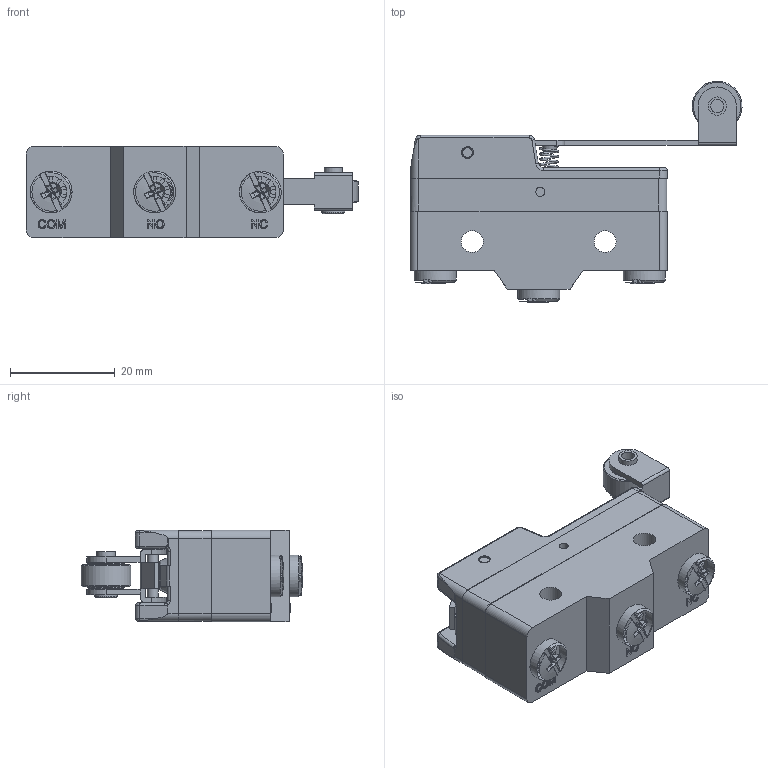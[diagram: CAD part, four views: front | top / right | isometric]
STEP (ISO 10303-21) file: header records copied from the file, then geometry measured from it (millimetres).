
FILE_DESCRIPTION (( 'STEP AP214' ), '1' );
FILE_NAME ('176-MS (Screw Terminal)-Long Hinge Roller Lever.STEP', '2019-01-18T20:27:27', ( '' ), ( '' ), 'SwSTEP 2.0', 'SolidWorks 2018', '' );
FILE_SCHEMA (( 'AUTOMOTIVE_DESIGN' ));
Length unit declared in the file: inch
Products named in the file (1): 176-MS (Screw Terminal)-Long Hinge Roller Lever
Bounding box: 63.48 x 42.34 x 17.45 mm (x, y, z)
Volume: 18077.1 mm3; surface area: 8916.8 mm2
Topology: 5 solids, 8 shells, 611 faces, 1573 edges, 943 vertices
Faces by surface type: plane 287, bspline 171, cylinder 131, torus 12, cone 10
Full cylindrical faces by diameter (mm): 1.7 x3, 2 x2, 2.06 x1, 2.5 x1, 3.5 x2, 3.8 x3, 4.2 x2, 4.4 x3, 4.6 x1, 5 x1, 6 x3, 7 x2, 8 x3, 9.5 x1
Entity records: 29746 total; most frequent: CARTESIAN_POINT 13281, ORIENTED_EDGE 2858, DIRECTION 2211, EDGE_CURVE 1429, VERTEX_POINT 916, AXIS2_PLACEMENT_3D 759, EDGE_LOOP 711, VECTOR 693
